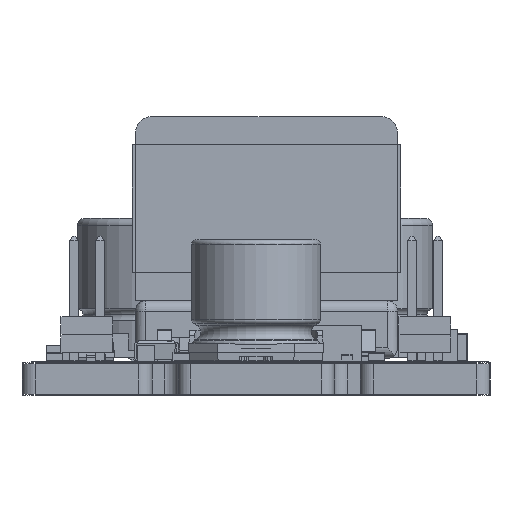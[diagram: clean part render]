
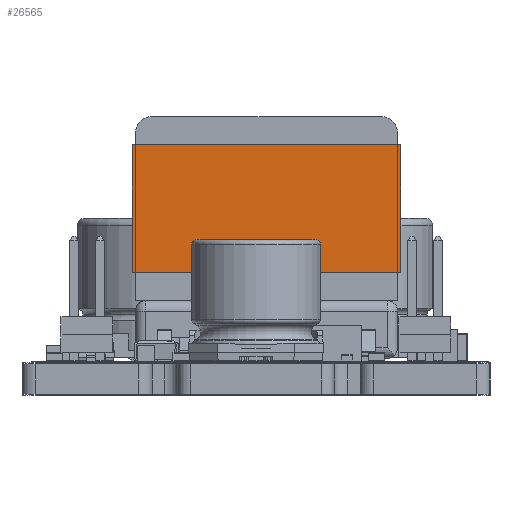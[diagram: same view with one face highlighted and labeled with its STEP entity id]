
A CAD part, left-side view. The second image highlights one B-rep face of the part: STEP entity #26565.
In plain terms, the highlighted face is planar.
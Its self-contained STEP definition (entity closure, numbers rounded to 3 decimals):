
#26539 = VERTEX_POINT('',#26540);
#26540 = CARTESIAN_POINT('',(6.735,6.58,10.595));
#26546 = EDGE_CURVE('',#26547,#26539,#26549,.T.);
#26547 = VERTEX_POINT('',#26548);
#26548 = CARTESIAN_POINT('',(6.735,6.58,4.375));
#26549 = LINE('',#26550,#26551);
#26550 = CARTESIAN_POINT('',(6.735,6.58,4.375));
#26551 = VECTOR('',#26552,1.);
#26552 = DIRECTION('',(0.,0.,1.));
#26565 = ADVANCED_FACE('',(#26566),#26591,.T.);
#26566 = FACE_BOUND('',#26567,.T.);
#26567 = EDGE_LOOP('',(#26568,#26576,#26584,#26590));
#26568 = ORIENTED_EDGE('',*,*,#26569,.F.);
#26569 = EDGE_CURVE('',#26570,#26539,#26572,.T.);
#26570 = VERTEX_POINT('',#26571);
#26571 = CARTESIAN_POINT('',(6.735,-6.52,10.595));
#26572 = LINE('',#26573,#26574);
#26573 = CARTESIAN_POINT('',(6.735,6.58,10.595));
#26574 = VECTOR('',#26575,1.);
#26575 = DIRECTION('',(0.,1.,0.));
#26576 = ORIENTED_EDGE('',*,*,#26577,.F.);
#26577 = EDGE_CURVE('',#26578,#26570,#26580,.T.);
#26578 = VERTEX_POINT('',#26579);
#26579 = CARTESIAN_POINT('',(6.735,-6.52,4.375));
#26580 = LINE('',#26581,#26582);
#26581 = CARTESIAN_POINT('',(6.735,-6.52,4.375));
#26582 = VECTOR('',#26583,1.);
#26583 = DIRECTION('',(0.,0.,1.));
#26584 = ORIENTED_EDGE('',*,*,#26585,.T.);
#26585 = EDGE_CURVE('',#26578,#26547,#26586,.T.);
#26586 = LINE('',#26587,#26588);
#26587 = CARTESIAN_POINT('',(6.735,6.58,4.375));
#26588 = VECTOR('',#26589,1.);
#26589 = DIRECTION('',(0.,1.,0.));
#26590 = ORIENTED_EDGE('',*,*,#26546,.T.);
#26591 = PLANE('',#26592);
#26592 = AXIS2_PLACEMENT_3D('',#26593,#26594,#26595);
#26593 = CARTESIAN_POINT('',(6.735,6.58,4.375));
#26594 = DIRECTION('',(1.,0.,0.));
#26595 = DIRECTION('',(0.,1.,0.));
